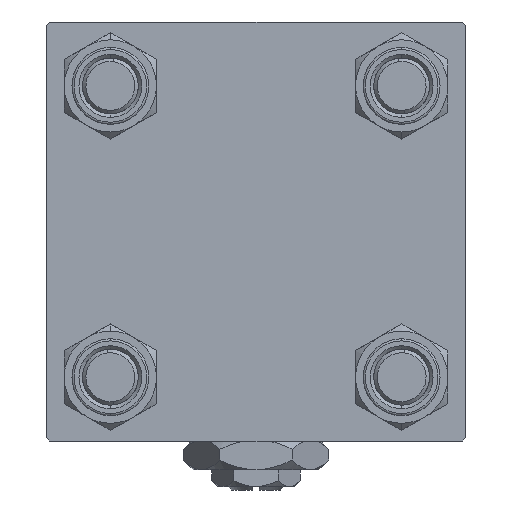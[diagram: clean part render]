
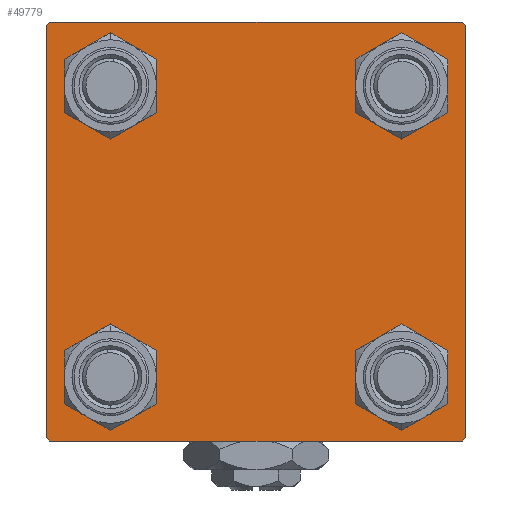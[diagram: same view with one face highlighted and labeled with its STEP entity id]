
A CAD part, left-side view. The second image highlights one B-rep face of the part: STEP entity #49779.
In plain terms, the highlighted planar face has unit normal (-1, 0, 0).
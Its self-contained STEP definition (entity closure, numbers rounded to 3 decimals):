
#87 = EDGE_CURVE ( 'NONE', #32066, #12568, #33526, .T. ) ;
#1242 = EDGE_CURVE ( 'NONE', #16963, #2232, #27649, .T. ) ;
#1934 = CARTESIAN_POINT ( 'NONE',  ( 0., 20.85, 16.35 ) ) ;
#2232 = VERTEX_POINT ( 'NONE', #30244 ) ;
#2252 = CARTESIAN_POINT ( 'NONE',  ( 0., -20.85, 20.85 ) ) ;
#2271 = CARTESIAN_POINT ( 'NONE',  ( 0., -20.85, -20.85 ) ) ;
#2385 = CARTESIAN_POINT ( 'NONE',  ( 0., 29.75, -29.75 ) ) ;
#2746 = EDGE_CURVE ( 'NONE', #16963, #51861, #47069, .T. ) ;
#2911 = LINE ( 'NONE', #2385, #7596 ) ;
#3212 = VERTEX_POINT ( 'NONE', #24958 ) ;
#4154 = VECTOR ( 'NONE', #26239, 1000. ) ;
#4242 = EDGE_CURVE ( 'NONE', #10649, #10479, #8390, .T. ) ;
#4310 = LINE ( 'NONE', #20905, #11116 ) ;
#4662 = DIRECTION ( 'NONE',  ( 1., 0., 0. ) ) ;
#4774 = CARTESIAN_POINT ( 'NONE',  ( 0., -20.85, 20.85 ) ) ;
#4811 = CARTESIAN_POINT ( 'NONE',  ( 0., -29.5, -30. ) ) ;
#5697 = EDGE_CURVE ( 'NONE', #17774, #14372, #2911, .T. ) ;
#6106 = CARTESIAN_POINT ( 'NONE',  ( 0., 20.85, 20.85 ) ) ;
#6304 = CARTESIAN_POINT ( 'NONE',  ( 0., 30., 30. ) ) ;
#7358 = DIRECTION ( 'NONE',  ( 1., 0., 0. ) ) ;
#7375 = CARTESIAN_POINT ( 'NONE',  ( 0., -30., -29.5 ) ) ;
#7596 = VECTOR ( 'NONE', #39545, 1000. ) ;
#8064 = ORIENTED_EDGE ( 'NONE', *, *, #14932, .T. ) ;
#8390 = CIRCLE ( 'NONE', #37864, 4.5 ) ;
#9430 = FACE_BOUND ( 'NONE', #16430, .T. ) ;
#9534 = ORIENTED_EDGE ( 'NONE', *, *, #31100, .T. ) ;
#9698 = FACE_OUTER_BOUND ( 'NONE', #31202, .T. ) ;
#9897 = ORIENTED_EDGE ( 'NONE', *, *, #21823, .T. ) ;
#10161 = CARTESIAN_POINT ( 'NONE',  ( 0., 29.75, 29.75 ) ) ;
#10479 = VERTEX_POINT ( 'NONE', #51717 ) ;
#10649 = VERTEX_POINT ( 'NONE', #42174 ) ;
#11116 = VECTOR ( 'NONE', #49133, 1000. ) ;
#11424 = EDGE_CURVE ( 'NONE', #30234, #16551, #42841, .T. ) ;
#12019 = CIRCLE ( 'NONE', #50729, 4.5 ) ;
#12453 = DIRECTION ( 'NONE',  ( 0., 0., 1. ) ) ;
#12568 = VERTEX_POINT ( 'NONE', #29527 ) ;
#12685 = ORIENTED_EDGE ( 'NONE', *, *, #15907, .T. ) ;
#13563 = CIRCLE ( 'NONE', #27034, 4.5 ) ;
#13621 = CARTESIAN_POINT ( 'NONE',  ( 0., 29.5, 30. ) ) ;
#13914 = DIRECTION ( 'NONE',  ( -1., 0., 0. ) ) ;
#14372 = VERTEX_POINT ( 'NONE', #38560 ) ;
#14756 = EDGE_CURVE ( 'NONE', #10479, #10649, #41476, .T. ) ;
#14932 = EDGE_CURVE ( 'NONE', #36833, #3212, #12019, .T. ) ;
#15649 = LINE ( 'NONE', #39113, #44199 ) ;
#15837 = CARTESIAN_POINT ( 'NONE',  ( 0., -29.75, -29.75 ) ) ;
#15907 = EDGE_CURVE ( 'NONE', #3212, #36833, #51612, .T. ) ;
#16430 = EDGE_LOOP ( 'NONE', ( #37436, #19529 ) ) ;
#16551 = VERTEX_POINT ( 'NONE', #7375 ) ;
#16793 = DIRECTION ( 'NONE',  ( 0., 0., 1. ) ) ;
#16963 = VERTEX_POINT ( 'NONE', #13621 ) ;
#17774 = VERTEX_POINT ( 'NONE', #19442 ) ;
#18496 = DIRECTION ( 'NONE',  ( 1., 0., 0. ) ) ;
#18555 = CARTESIAN_POINT ( 'NONE',  ( 0., -30., 29.5 ) ) ;
#18839 = DIRECTION ( 'NONE',  ( 0., 0., 1. ) ) ;
#18844 = ORIENTED_EDGE ( 'NONE', *, *, #43910, .T. ) ;
#18997 = CIRCLE ( 'NONE', #41744, 4.5 ) ;
#19134 = VERTEX_POINT ( 'NONE', #31146 ) ;
#19262 = ORIENTED_EDGE ( 'NONE', *, *, #4242, .T. ) ;
#19442 = CARTESIAN_POINT ( 'NONE',  ( 0., 30., -29.5 ) ) ;
#19529 = ORIENTED_EDGE ( 'NONE', *, *, #87, .T. ) ;
#19649 = EDGE_CURVE ( 'NONE', #24161, #19134, #27358, .T. ) ;
#20905 = CARTESIAN_POINT ( 'NONE',  ( 0., -29.75, 29.75 ) ) ;
#21814 = DIRECTION ( 'NONE',  ( 0., 0., 1. ) ) ;
#21823 = EDGE_CURVE ( 'NONE', #51861, #17774, #30614, .T. ) ;
#22554 = DIRECTION ( 'NONE',  ( 1., 0., 0. ) ) ;
#22811 = DIRECTION ( 'NONE',  ( 0., 0., 1. ) ) ;
#22924 = DIRECTION ( 'NONE',  ( 0., 0., 1. ) ) ;
#23970 = AXIS2_PLACEMENT_3D ( 'NONE', #2252, #42330, #49725 ) ;
#24161 = VERTEX_POINT ( 'NONE', #48068 ) ;
#24958 = CARTESIAN_POINT ( 'NONE',  ( 0., -20.85, -25.35 ) ) ;
#25505 = AXIS2_PLACEMENT_3D ( 'NONE', #38896, #41111, #37658 ) ;
#25775 = PLANE ( 'NONE',  #26644 ) ;
#26239 = DIRECTION ( 'NONE',  ( 0., 0.707, -0.707 ) ) ;
#26341 = VECTOR ( 'NONE', #43875, 1000. ) ;
#26644 = AXIS2_PLACEMENT_3D ( 'NONE', #41866, #13914, #21814 ) ;
#26798 = AXIS2_PLACEMENT_3D ( 'NONE', #39272, #7358, #22924 ) ;
#27034 = AXIS2_PLACEMENT_3D ( 'NONE', #6106, #18496, #31133 ) ;
#27358 = CIRCLE ( 'NONE', #23970, 4.5 ) ;
#27649 = LINE ( 'NONE', #6304, #38618 ) ;
#27696 = DIRECTION ( 'NONE',  ( 0., -0.707, 0.707 ) ) ;
#29105 = EDGE_CURVE ( 'NONE', #12568, #32066, #13563, .T. ) ;
#29467 = FACE_BOUND ( 'NONE', #42844, .T. ) ;
#29527 = CARTESIAN_POINT ( 'NONE',  ( 0., 20.85, 25.35 ) ) ;
#29600 = ORIENTED_EDGE ( 'NONE', *, *, #2746, .T. ) ;
#30234 = VERTEX_POINT ( 'NONE', #18555 ) ;
#30244 = CARTESIAN_POINT ( 'NONE',  ( 0., -29.5, 30. ) ) ;
#30614 = LINE ( 'NONE', #41987, #34161 ) ;
#30691 = DIRECTION ( 'NONE',  ( 1., 0., 0. ) ) ;
#31100 = EDGE_CURVE ( 'NONE', #30234, #2232, #4310, .T. ) ;
#31133 = DIRECTION ( 'NONE',  ( 0., 0., 1. ) ) ;
#31146 = CARTESIAN_POINT ( 'NONE',  ( 0., -20.85, 25.35 ) ) ;
#31202 = EDGE_LOOP ( 'NONE', ( #9897, #37400, #45496, #18844, #40034, #9534, #34313, #29600 ) ) ;
#31368 = AXIS2_PLACEMENT_3D ( 'NONE', #40787, #4662, #16793 ) ;
#31468 = CARTESIAN_POINT ( 'NONE',  ( 0., -30., 30. ) ) ;
#32066 = VERTEX_POINT ( 'NONE', #1934 ) ;
#32914 = ORIENTED_EDGE ( 'NONE', *, *, #47175, .T. ) ;
#33464 = EDGE_LOOP ( 'NONE', ( #8064, #12685 ) ) ;
#33526 = CIRCLE ( 'NONE', #26798, 4.5 ) ;
#33911 = EDGE_LOOP ( 'NONE', ( #32914, #39702 ) ) ;
#34161 = VECTOR ( 'NONE', #38535, 1000. ) ;
#34313 = ORIENTED_EDGE ( 'NONE', *, *, #1242, .F. ) ;
#36523 = VERTEX_POINT ( 'NONE', #4811 ) ;
#36833 = VERTEX_POINT ( 'NONE', #44581 ) ;
#36863 = FACE_BOUND ( 'NONE', #33911, .T. ) ;
#37400 = ORIENTED_EDGE ( 'NONE', *, *, #5697, .T. ) ;
#37436 = ORIENTED_EDGE ( 'NONE', *, *, #29105, .T. ) ;
#37658 = DIRECTION ( 'NONE',  ( 0., 0., 1. ) ) ;
#37864 = AXIS2_PLACEMENT_3D ( 'NONE', #47060, #30691, #18839 ) ;
#38471 = DIRECTION ( 'NONE',  ( 0., -1., 0. ) ) ;
#38535 = DIRECTION ( 'NONE',  ( 0., 0., -1. ) ) ;
#38560 = CARTESIAN_POINT ( 'NONE',  ( 0., 29.5, -30. ) ) ;
#38618 = VECTOR ( 'NONE', #38471, 1000. ) ;
#38896 = CARTESIAN_POINT ( 'NONE',  ( 0., -20.85, -20.85 ) ) ;
#39113 = CARTESIAN_POINT ( 'NONE',  ( 0., 30., -30. ) ) ;
#39272 = CARTESIAN_POINT ( 'NONE',  ( 0., 20.85, 20.85 ) ) ;
#39545 = DIRECTION ( 'NONE',  ( 0., -0.707, -0.707 ) ) ;
#39702 = ORIENTED_EDGE ( 'NONE', *, *, #19649, .T. ) ;
#40034 = ORIENTED_EDGE ( 'NONE', *, *, #11424, .F. ) ;
#40762 = ORIENTED_EDGE ( 'NONE', *, *, #14756, .T. ) ;
#40787 = CARTESIAN_POINT ( 'NONE',  ( 0., 20.85, -20.85 ) ) ;
#41111 = DIRECTION ( 'NONE',  ( 1., 0., 0. ) ) ;
#41476 = CIRCLE ( 'NONE', #31368, 4.5 ) ;
#41744 = AXIS2_PLACEMENT_3D ( 'NONE', #4774, #44604, #12453 ) ;
#41866 = CARTESIAN_POINT ( 'NONE',  ( 0., 0., 0. ) ) ;
#41987 = CARTESIAN_POINT ( 'NONE',  ( 0., 30., 30. ) ) ;
#42037 = EDGE_CURVE ( 'NONE', #14372, #36523, #15649, .T. ) ;
#42174 = CARTESIAN_POINT ( 'NONE',  ( 0., 20.85, -16.35 ) ) ;
#42330 = DIRECTION ( 'NONE',  ( 1., 0., 0. ) ) ;
#42574 = VECTOR ( 'NONE', #27696, 1000. ) ;
#42841 = LINE ( 'NONE', #31468, #26341 ) ;
#42844 = EDGE_LOOP ( 'NONE', ( #19262, #40762 ) ) ;
#43875 = DIRECTION ( 'NONE',  ( 0., 0., -1. ) ) ;
#43910 = EDGE_CURVE ( 'NONE', #36523, #16551, #51962, .T. ) ;
#44199 = VECTOR ( 'NONE', #46507, 1000. ) ;
#44581 = CARTESIAN_POINT ( 'NONE',  ( 0., -20.85, -16.35 ) ) ;
#44604 = DIRECTION ( 'NONE',  ( 1., 0., 0. ) ) ;
#45496 = ORIENTED_EDGE ( 'NONE', *, *, #42037, .T. ) ;
#45558 = FACE_BOUND ( 'NONE', #33464, .T. ) ;
#46507 = DIRECTION ( 'NONE',  ( 0., -1., 0. ) ) ;
#47060 = CARTESIAN_POINT ( 'NONE',  ( 0., 20.85, -20.85 ) ) ;
#47069 = LINE ( 'NONE', #10161, #4154 ) ;
#47175 = EDGE_CURVE ( 'NONE', #19134, #24161, #18997, .T. ) ;
#47868 = CARTESIAN_POINT ( 'NONE',  ( 0., 30., 29.5 ) ) ;
#48068 = CARTESIAN_POINT ( 'NONE',  ( 0., -20.85, 16.35 ) ) ;
#49133 = DIRECTION ( 'NONE',  ( 0., 0.707, 0.707 ) ) ;
#49725 = DIRECTION ( 'NONE',  ( 0., 0., 1. ) ) ;
#49779 = ADVANCED_FACE ( 'NONE', ( #36863, #45558, #29467, #9430, #9698 ), #25775, .T. ) ;
#50729 = AXIS2_PLACEMENT_3D ( 'NONE', #2271, #22554, #22811 ) ;
#51612 = CIRCLE ( 'NONE', #25505, 4.5 ) ;
#51717 = CARTESIAN_POINT ( 'NONE',  ( 0., 20.85, -25.35 ) ) ;
#51861 = VERTEX_POINT ( 'NONE', #47868 ) ;
#51962 = LINE ( 'NONE', #15837, #42574 ) ;
